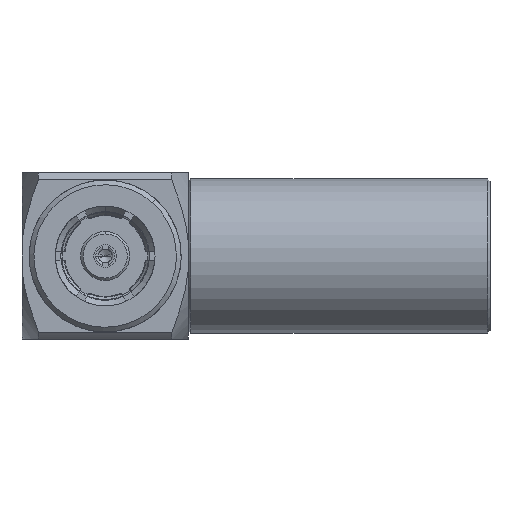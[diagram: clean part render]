
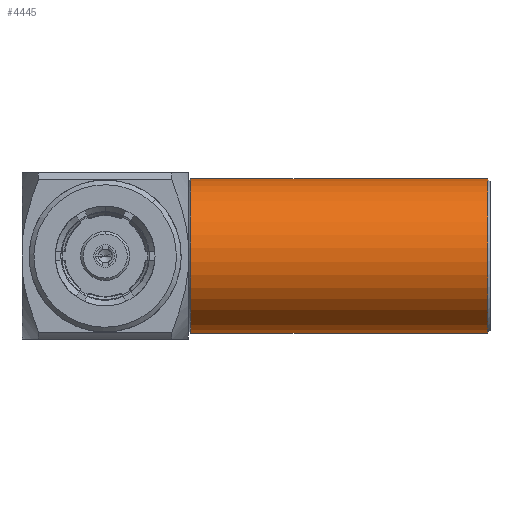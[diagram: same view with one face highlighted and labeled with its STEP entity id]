
A CAD part, left-side view. The second image highlights one B-rep face of the part: STEP entity #4445.
In plain terms, the highlighted cylindrical face has radius 3.25 mm (diameter 6.5 mm), a partial arc.
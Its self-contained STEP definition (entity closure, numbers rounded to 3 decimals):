
#25 = EDGE_CURVE ( 'NONE', #3994, #3086, #4158, .T. ) ;
#881 = CARTESIAN_POINT ( 'NONE',  ( 9., -16.1, 0. ) ) ;
#934 = DIRECTION ( 'NONE',  ( 0., -1., 0. ) ) ;
#1558 = DIRECTION ( 'NONE',  ( 0.072, 0., -0.997 ) ) ;
#2351 = EDGE_CURVE ( 'NONE', #4800, #4978, #6185, .T. ) ;
#2667 = ORIENTED_EDGE ( 'NONE', *, *, #8628, .T. ) ;
#2910 = ORIENTED_EDGE ( 'NONE', *, *, #25, .F. ) ;
#3003 = AXIS2_PLACEMENT_3D ( 'NONE', #881, #5731, #1558 ) ;
#3086 = VERTEX_POINT ( 'NONE', #8841 ) ;
#3305 = CARTESIAN_POINT ( 'NONE',  ( 9., -3.6, 0. ) ) ;
#3919 = DIRECTION ( 'NONE',  ( -0.072, 0., 0.997 ) ) ;
#3951 = CARTESIAN_POINT ( 'NONE',  ( 8.767, -3.6, 3.242 ) ) ;
#3994 = VERTEX_POINT ( 'NONE', #3951 ) ;
#4017 = DIRECTION ( 'NONE',  ( -0.072, 0., 0.997 ) ) ;
#4158 = LINE ( 'NONE', #7170, #5008 ) ;
#4279 = AXIS2_PLACEMENT_3D ( 'NONE', #3305, #8206, #4017 ) ;
#4377 = ORIENTED_EDGE ( 'NONE', *, *, #2351, .T. ) ;
#4445 = ADVANCED_FACE ( 'NONE', ( #6452 ), #5592, .T. ) ;
#4494 = EDGE_CURVE ( 'NONE', #3994, #4800, #5899, .T. ) ;
#4591 = CARTESIAN_POINT ( 'NONE',  ( 9., -16.797, 0. ) ) ;
#4800 = VERTEX_POINT ( 'NONE', #5722 ) ;
#4978 = VERTEX_POINT ( 'NONE', #7945 ) ;
#5008 = VECTOR ( 'NONE', #934, 1000. ) ;
#5084 = DIRECTION ( 'NONE',  ( 0., -1., 0. ) ) ;
#5592 = CYLINDRICAL_SURFACE ( 'NONE', #8638, 3.25 ) ;
#5630 = EDGE_LOOP ( 'NONE', ( #6020, #4377, #2667, #2910 ) ) ;
#5722 = CARTESIAN_POINT ( 'NONE',  ( 9.233, -3.6, -3.242 ) ) ;
#5731 = DIRECTION ( 'NONE',  ( 0., 1., 0. ) ) ;
#5899 = CIRCLE ( 'NONE', #4279, 3.25 ) ;
#5947 = VECTOR ( 'NONE', #5084, 1000. ) ;
#6020 = ORIENTED_EDGE ( 'NONE', *, *, #4494, .T. ) ;
#6185 = LINE ( 'NONE', #7861, #5947 ) ;
#6452 = FACE_OUTER_BOUND ( 'NONE', #5630, .T. ) ;
#6638 = CIRCLE ( 'NONE', #3003, 3.25 ) ;
#7170 = CARTESIAN_POINT ( 'NONE',  ( 8.767, -16.797, 3.242 ) ) ;
#7861 = CARTESIAN_POINT ( 'NONE',  ( 9.233, -16.797, -3.242 ) ) ;
#7945 = CARTESIAN_POINT ( 'NONE',  ( 9.233, -16.1, -3.242 ) ) ;
#8034 = DIRECTION ( 'NONE',  ( 0., -1., 0. ) ) ;
#8206 = DIRECTION ( 'NONE',  ( 0., -1., 0. ) ) ;
#8628 = EDGE_CURVE ( 'NONE', #4978, #3086, #6638, .T. ) ;
#8638 = AXIS2_PLACEMENT_3D ( 'NONE', #4591, #8034, #3919 ) ;
#8841 = CARTESIAN_POINT ( 'NONE',  ( 8.767, -16.1, 3.242 ) ) ;
